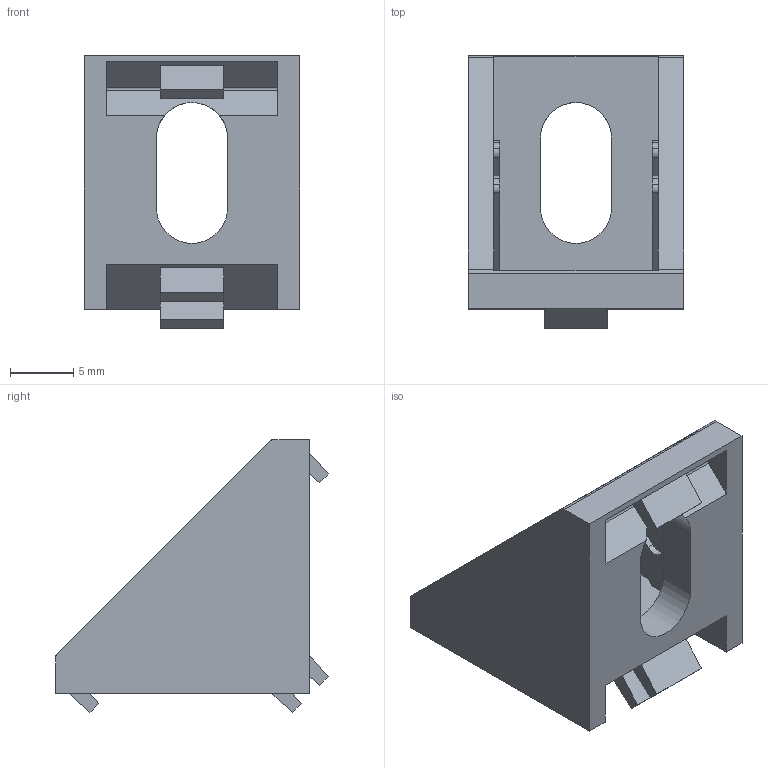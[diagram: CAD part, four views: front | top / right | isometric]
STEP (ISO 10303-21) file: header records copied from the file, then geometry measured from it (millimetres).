
FILE_DESCRIPTION(/* description */ ('STEP AP214'),/* implementation_level */ '2;1');
FILE_NAME(/* name */ '1007751.stp',/* time_stamp */ '2024-05-07T12:50:23+02:00',/* author */ ('b.steehouwer'),/* organization */ ('CADENAS'),/* preprocessor_version */ 'ST-DEVELOPER v18.1',/* originating_system */ 'Autodesk Inventor 2021',/* authorisation */ ' ');
FILE_SCHEMA (('AUTOMOTIVE_DESIGN { 1 0 10303 214 3 1 1 }'));
Length unit declared in the file: millimetre
Products named in the file (2): 1007751; 1007751-1
Assembly tree (1 placements, depth 2):
  1007751
    1007751-1
Bounding box: 17 x 21.5 x 21.5 mm (x, y, z)
Volume: 2037 mm3; surface area: 2256.8 mm2
Topology: 1 solids, 1 shells, 79 faces, 219 edges, 146 vertices
Faces by surface type: plane 61, cylinder 18
Entity records: 2601 total; most frequent: CARTESIAN_POINT 447, ORIENTED_EDGE 438, DIRECTION 427, EDGE_CURVE 219, LINE 175, VECTOR 175, VERTEX_POINT 146, AXIS2_PLACEMENT_3D 126
